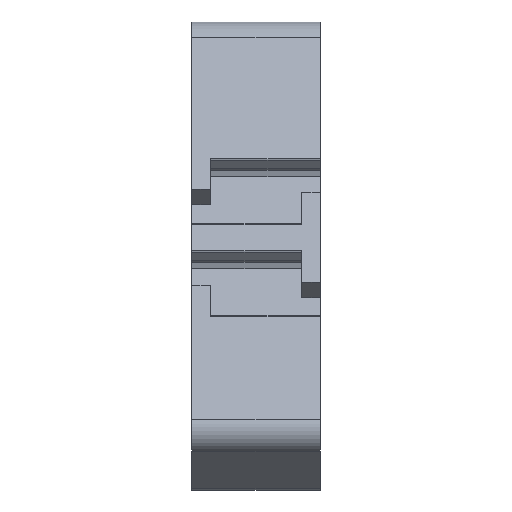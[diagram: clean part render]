
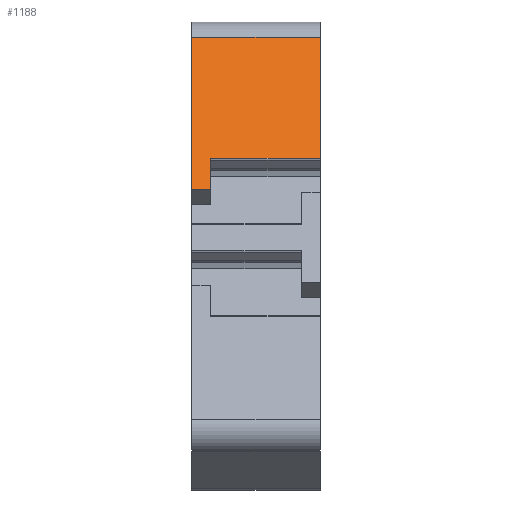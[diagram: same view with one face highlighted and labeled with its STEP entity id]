
A CAD part, front view. The second image highlights one B-rep face of the part: STEP entity #1188.
In plain terms, the highlighted planar face has unit normal (0, -0.866, 0.5).
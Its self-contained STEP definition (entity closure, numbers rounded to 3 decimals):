
#1159=AXIS2_PLACEMENT_3D('Plane Axis2P3D',#1156,#1157,#1158) ;
#120=CARTESIAN_POINT('Vertex',(1.25,10.155,21.857)) ;
#125=CARTESIAN_POINT('Line Origine',(1.25,9.569,20.843)) ;
#129=CARTESIAN_POINT('Vertex',(1.25,8.983,19.828)) ;
#881=CARTESIAN_POINT('Vertex',(8.5,14.77,29.851)) ;
#884=CARTESIAN_POINT('Line Origine',(8.5,12.462,25.854)) ;
#888=CARTESIAN_POINT('Vertex',(8.5,10.155,21.857)) ;
#1138=CARTESIAN_POINT('Line Origine',(8.5,10.155,21.857)) ;
#1156=CARTESIAN_POINT('Axis2P3D Location',(8.5,14.77,29.851)) ;
#1161=CARTESIAN_POINT('Line Origine',(0.,11.877,24.84)) ;
#1165=CARTESIAN_POINT('Vertex',(0.,14.77,29.851)) ;
#1167=CARTESIAN_POINT('Vertex',(0.,8.983,19.828)) ;
#1170=CARTESIAN_POINT('Line Origine',(0.625,8.983,19.828)) ;
#1175=CARTESIAN_POINT('Line Origine',(4.25,14.77,29.851)) ;
#126=DIRECTION('Vector Direction',(0.,-0.5,-0.866)) ;
#885=DIRECTION('Vector Direction',(0.,-0.5,-0.866)) ;
#1139=DIRECTION('Vector Direction',(1.,0.,0.)) ;
#1157=DIRECTION('Axis2P3D Direction',(0.,0.866,-0.5)) ;
#1158=DIRECTION('Axis2P3D XDirection',(0.,0.5,0.866)) ;
#1162=DIRECTION('Vector Direction',(0.,-0.5,-0.866)) ;
#1171=DIRECTION('Vector Direction',(-1.,0.,0.)) ;
#1176=DIRECTION('Vector Direction',(-1.,0.,0.)) ;
#127=VECTOR('Line Direction',#126,1.) ;
#886=VECTOR('Line Direction',#885,1.) ;
#1140=VECTOR('Line Direction',#1139,1.) ;
#1163=VECTOR('Line Direction',#1162,1.) ;
#1172=VECTOR('Line Direction',#1171,1.) ;
#1177=VECTOR('Line Direction',#1176,1.) ;
#1181=ORIENTED_EDGE('',*,*,#1169,.T.) ;
#1182=ORIENTED_EDGE('',*,*,#1174,.F.) ;
#1183=ORIENTED_EDGE('',*,*,#131,.F.) ;
#1184=ORIENTED_EDGE('',*,*,#1142,.F.) ;
#1185=ORIENTED_EDGE('',*,*,#890,.F.) ;
#1186=ORIENTED_EDGE('',*,*,#1179,.T.) ;
#1188=ADVANCED_FACE('_EW 35 0383560000',(#1187),#1160,.F.) ;
#131=EDGE_CURVE('',#121,#130,#128,.T.) ;
#890=EDGE_CURVE('',#882,#889,#887,.T.) ;
#1142=EDGE_CURVE('',#889,#121,#1141,.F.) ;
#1169=EDGE_CURVE('',#1166,#1168,#1164,.T.) ;
#1174=EDGE_CURVE('',#130,#1168,#1173,.T.) ;
#1179=EDGE_CURVE('',#882,#1166,#1178,.T.) ;
#1180=EDGE_LOOP('',(#1181,#1182,#1183,#1184,#1185,#1186)) ;
#1187=FACE_OUTER_BOUND('',#1180,.T.) ;
#128=LINE('Line',#125,#127) ;
#887=LINE('Line',#884,#886) ;
#1141=LINE('Line',#1138,#1140) ;
#1164=LINE('Line',#1161,#1163) ;
#1173=LINE('Line',#1170,#1172) ;
#1178=LINE('Line',#1175,#1177) ;
#1160=PLANE('',#1159) ;
#121=VERTEX_POINT('',#120) ;
#130=VERTEX_POINT('',#129) ;
#882=VERTEX_POINT('',#881) ;
#889=VERTEX_POINT('',#888) ;
#1166=VERTEX_POINT('',#1165) ;
#1168=VERTEX_POINT('',#1167) ;
